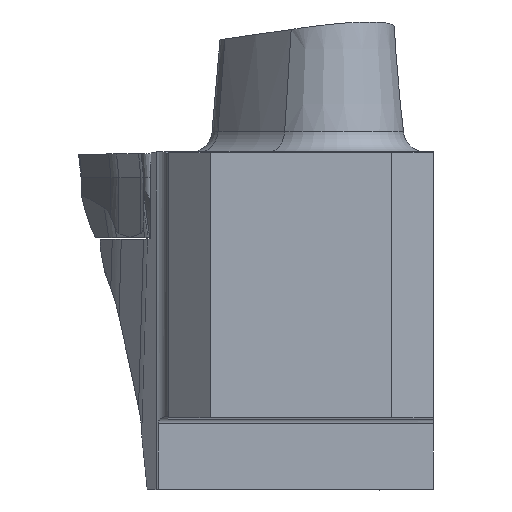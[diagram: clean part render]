
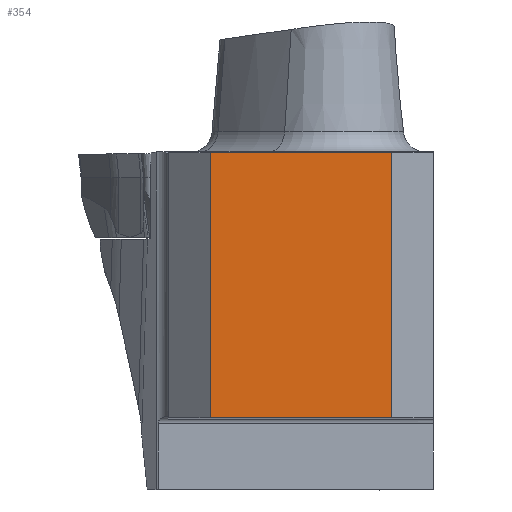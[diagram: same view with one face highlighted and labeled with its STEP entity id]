
A CAD part, top view. The second image highlights one B-rep face of the part: STEP entity #354.
In plain terms, the highlighted planar face has unit normal (0, 0, 1).
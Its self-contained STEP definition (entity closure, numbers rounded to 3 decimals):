
#354=ADVANCED_FACE('CU_BACK_SU1',(#517),#459,.F.);
#459=PLANE('',#2357);
#517=FACE_OUTER_BOUND('',#634,.T.);
#634=EDGE_LOOP('',(#1171,#1172,#1173,#1174));
#783=LINE('',#3273,#943);
#784=LINE('',#3276,#944);
#785=LINE('',#3278,#945);
#786=LINE('',#3280,#946);
#943=VECTOR('',#2637,1.);
#944=VECTOR('',#2638,1.);
#945=VECTOR('',#2639,1.);
#946=VECTOR('',#2640,1.);
#1171=ORIENTED_EDGE('',*,*,#2002,.F.);
#1172=ORIENTED_EDGE('',*,*,#2003,.T.);
#1173=ORIENTED_EDGE('',*,*,#2004,.T.);
#1174=ORIENTED_EDGE('',*,*,#2005,.F.);
#1772=VERTEX_POINT('',#3274);
#1773=VERTEX_POINT('',#3275);
#1774=VERTEX_POINT('',#3277);
#1775=VERTEX_POINT('',#3279);
#2002=EDGE_CURVE('',#1772,#1773,#783,.T.);
#2003=EDGE_CURVE('',#1772,#1774,#784,.T.);
#2004=EDGE_CURVE('',#1774,#1775,#785,.T.);
#2005=EDGE_CURVE('',#1773,#1775,#786,.T.);
#2357=AXIS2_PLACEMENT_3D('',#3281,#2641,#2642);
#2637=DIRECTION('',(0.,1.,0.));
#2638=DIRECTION('',(1.,0.,0.));
#2639=DIRECTION('',(0.,1.,0.));
#2640=DIRECTION('',(1.,0.,0.));
#2641=DIRECTION('',(0.,0.,-1.));
#2642=DIRECTION('',(-1.,0.,0.));
#3273=CARTESIAN_POINT('',(-15.975,0.,0.));
#3274=CARTESIAN_POINT('',(-15.975,0.,0.));
#3275=CARTESIAN_POINT('',(-15.975,18.975,0.));
#3276=CARTESIAN_POINT('',(-110.,0.,0.));
#3277=CARTESIAN_POINT('',(-3.,0.,0.));
#3278=CARTESIAN_POINT('',(-3.,0.,0.));
#3279=CARTESIAN_POINT('',(-3.,18.975,0.));
#3280=CARTESIAN_POINT('',(-110.,18.975,0.));
#3281=CARTESIAN_POINT('',(17.449,33.975,0.));
